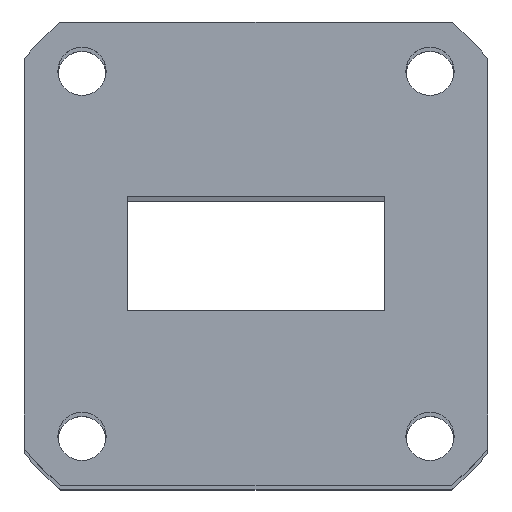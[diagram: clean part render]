
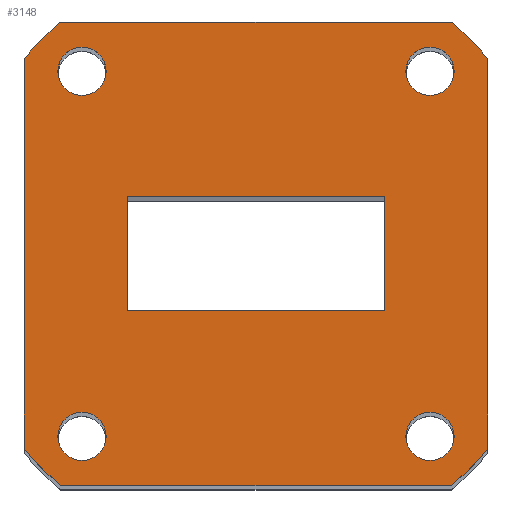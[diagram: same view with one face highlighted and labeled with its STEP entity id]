
A CAD part, top view. The second image highlights one B-rep face of the part: STEP entity #3148.
In plain terms, the highlighted planar face has unit normal (0, 0, 1).
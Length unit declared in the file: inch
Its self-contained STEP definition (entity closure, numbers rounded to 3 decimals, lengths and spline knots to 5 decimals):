
#32 = DIRECTION ( 'NONE',  ( 0., -1., 0. ) ) ;
#65 = VECTOR ( 'NONE', #7218, 39.37008 ) ;
#123 = CARTESIAN_POINT ( 'NONE',  ( 0., 0., 0. ) ) ;
#139 = EDGE_CURVE ( 'NONE', #214, #2212, #4990, .T. ) ;
#214 = VERTEX_POINT ( 'NONE', #14153 ) ;
#218 = LINE ( 'NONE', #1213, #3765 ) ;
#304 = CARTESIAN_POINT ( 'NONE',  ( -0.5255, 0.64, 0. ) ) ;
#359 = DIRECTION ( 'NONE',  ( 1., 0., 0. ) ) ;
#454 = DIRECTION ( 'NONE',  ( 1., 0., 0. ) ) ;
#521 = VECTOR ( 'NONE', #9514, 39.37008 ) ;
#560 = CARTESIAN_POINT ( 'NONE',  ( 0.61, 0.64, 0. ) ) ;
#622 = DIRECTION ( 'NONE',  ( 0., 0., 1. ) ) ;
#764 = DIRECTION ( 'NONE',  ( 1., 0., 0. ) ) ;
#892 = CARTESIAN_POINT ( 'NONE',  ( -0.45, 0., 0. ) ) ;
#1087 = FACE_BOUND ( 'NONE', #13102, .T. ) ;
#1200 = VECTOR ( 'NONE', #32, 39.37008 ) ;
#1213 = CARTESIAN_POINT ( 'NONE',  ( 0., -0.2, 0. ) ) ;
#1547 = ORIENTED_EDGE ( 'NONE', *, *, #139, .F. ) ;
#1595 = DIRECTION ( 'NONE',  ( 0., 0., 1. ) ) ;
#1631 = EDGE_CURVE ( 'NONE', #2212, #1992, #6411, .T. ) ;
#1643 = AXIS2_PLACEMENT_3D ( 'NONE', #4587, #1595, #454 ) ;
#1670 = CIRCLE ( 'NONE', #2133, 1.0625 ) ;
#1671 = AXIS2_PLACEMENT_3D ( 'NONE', #1965, #8606, #10895 ) ;
#1856 = CARTESIAN_POINT ( 'NONE',  ( 0., 0.2, 0. ) ) ;
#1893 = CIRCLE ( 'NONE', #11499, 0.0845 ) ;
#1932 = AXIS2_PLACEMENT_3D ( 'NONE', #4624, #7926, #7118 ) ;
#1965 = CARTESIAN_POINT ( 'NONE',  ( 0., 0., 0. ) ) ;
#1992 = VERTEX_POINT ( 'NONE', #4296 ) ;
#2009 = CARTESIAN_POINT ( 'NONE',  ( 0., 0.8125, 0. ) ) ;
#2030 = FACE_BOUND ( 'NONE', #5684, .T. ) ;
#2031 = VERTEX_POINT ( 'NONE', #5998 ) ;
#2081 = DIRECTION ( 'NONE',  ( 1., 0., 0. ) ) ;
#2133 = AXIS2_PLACEMENT_3D ( 'NONE', #6208, #10574, #764 ) ;
#2212 = VERTEX_POINT ( 'NONE', #10141 ) ;
#2216 = EDGE_LOOP ( 'NONE', ( #2540, #7281, #9175, #1547 ) ) ;
#2345 = ORIENTED_EDGE ( 'NONE', *, *, #13653, .F. ) ;
#2540 = ORIENTED_EDGE ( 'NONE', *, *, #8791, .F. ) ;
#2626 = EDGE_CURVE ( 'NONE', #9778, #3354, #9454, .T. ) ;
#2636 = CARTESIAN_POINT ( 'NONE',  ( 0.68465, -0.8125, 0. ) ) ;
#2770 = CIRCLE ( 'NONE', #6854, 0.0845 ) ;
#2953 = VERTEX_POINT ( 'NONE', #10675 ) ;
#3089 = LINE ( 'NONE', #13952, #521 ) ;
#3117 = VERTEX_POINT ( 'NONE', #11905 ) ;
#3148 = ADVANCED_FACE ( 'NONE', ( #7591, #1087, #8803, #2030, #13172, #10687 ), #6530, .F. ) ;
#3214 = EDGE_CURVE ( 'NONE', #4015, #3430, #4238, .T. ) ;
#3354 = VERTEX_POINT ( 'NONE', #4787 ) ;
#3430 = VERTEX_POINT ( 'NONE', #12019 ) ;
#3553 = ORIENTED_EDGE ( 'NONE', *, *, #9570, .F. ) ;
#3671 = CARTESIAN_POINT ( 'NONE',  ( -0.8125, 0., 0. ) ) ;
#3744 = DIRECTION ( 'NONE',  ( 0., 1., 0. ) ) ;
#3765 = VECTOR ( 'NONE', #7870, 39.37008 ) ;
#3953 = CARTESIAN_POINT ( 'NONE',  ( 0.68465, 0.8125, 0. ) ) ;
#4007 = ORIENTED_EDGE ( 'NONE', *, *, #12448, .F. ) ;
#4015 = VERTEX_POINT ( 'NONE', #10399 ) ;
#4031 = EDGE_CURVE ( 'NONE', #3430, #12264, #4034, .T. ) ;
#4034 = CIRCLE ( 'NONE', #12027, 1.0625 ) ;
#4238 = LINE ( 'NONE', #12962, #13532 ) ;
#4264 = EDGE_CURVE ( 'NONE', #1992, #9019, #218, .T. ) ;
#4296 = CARTESIAN_POINT ( 'NONE',  ( -0.45, -0.2, 0. ) ) ;
#4578 = EDGE_LOOP ( 'NONE', ( #4007 ) ) ;
#4587 = CARTESIAN_POINT ( 'NONE',  ( -0.61, -0.64, 0. ) ) ;
#4624 = CARTESIAN_POINT ( 'NONE',  ( 0., 0., 0. ) ) ;
#4726 = DIRECTION ( 'NONE',  ( 0., 0., -1. ) ) ;
#4747 = EDGE_CURVE ( 'NONE', #10241, #10241, #7805, .T. ) ;
#4752 = EDGE_LOOP ( 'NONE', ( #11281, #11354, #2345, #12508, #6422, #6311, #3553, #11646 ) ) ;
#4787 = CARTESIAN_POINT ( 'NONE',  ( -0.8125, -0.68465, 0. ) ) ;
#4794 = CARTESIAN_POINT ( 'NONE',  ( 0., 0., 0. ) ) ;
#4944 = VERTEX_POINT ( 'NONE', #12809 ) ;
#4990 = LINE ( 'NONE', #1856, #65 ) ;
#5393 = DIRECTION ( 'NONE',  ( -1., 0., 0. ) ) ;
#5452 = LINE ( 'NONE', #11058, #7439 ) ;
#5684 = EDGE_LOOP ( 'NONE', ( #13599 ) ) ;
#5878 = LINE ( 'NONE', #3671, #11071 ) ;
#5998 = CARTESIAN_POINT ( 'NONE',  ( -0.8125, 0.68465, 0. ) ) ;
#6200 = DIRECTION ( 'NONE',  ( 1., 0., 0. ) ) ;
#6208 = CARTESIAN_POINT ( 'NONE',  ( 0., 0., 0. ) ) ;
#6272 = CARTESIAN_POINT ( 'NONE',  ( 0.61, -0.64, 0. ) ) ;
#6311 = ORIENTED_EDGE ( 'NONE', *, *, #9879, .F. ) ;
#6411 = LINE ( 'NONE', #892, #1200 ) ;
#6422 = ORIENTED_EDGE ( 'NONE', *, *, #3214, .F. ) ;
#6530 = PLANE ( 'NONE',  #1671 ) ;
#6854 = AXIS2_PLACEMENT_3D ( 'NONE', #560, #11717, #6200 ) ;
#6871 = DIRECTION ( 'NONE',  ( 1., 0., 0. ) ) ;
#6944 = EDGE_LOOP ( 'NONE', ( #11348 ) ) ;
#7118 = DIRECTION ( 'NONE',  ( 1., 0., 0. ) ) ;
#7169 = AXIS2_PLACEMENT_3D ( 'NONE', #123, #4726, #359 ) ;
#7218 = DIRECTION ( 'NONE',  ( -1., 0., 0. ) ) ;
#7258 = DIRECTION ( 'NONE',  ( 1., 0., 0. ) ) ;
#7268 = VERTEX_POINT ( 'NONE', #3953 ) ;
#7281 = ORIENTED_EDGE ( 'NONE', *, *, #4264, .F. ) ;
#7412 = ORIENTED_EDGE ( 'NONE', *, *, #12329, .F. ) ;
#7439 = VECTOR ( 'NONE', #5393, 39.37008 ) ;
#7500 = DIRECTION ( 'NONE',  ( 0., 0., 1. ) ) ;
#7570 = CARTESIAN_POINT ( 'NONE',  ( -0.68465, -0.8125, 0. ) ) ;
#7591 = FACE_BOUND ( 'NONE', #6944, .T. ) ;
#7805 = CIRCLE ( 'NONE', #1643, 0.0845 ) ;
#7870 = DIRECTION ( 'NONE',  ( 1., 0., 0. ) ) ;
#7926 = DIRECTION ( 'NONE',  ( 0., 0., -1. ) ) ;
#8467 = CIRCLE ( 'NONE', #13264, 0.0845 ) ;
#8606 = DIRECTION ( 'NONE',  ( 0., 0., -1. ) ) ;
#8791 = EDGE_CURVE ( 'NONE', #9019, #214, #3089, .T. ) ;
#8803 = FACE_BOUND ( 'NONE', #4578, .T. ) ;
#8837 = EDGE_CURVE ( 'NONE', #10097, #10097, #1893, .T. ) ;
#8988 = EDGE_CURVE ( 'NONE', #2031, #3117, #1670, .T. ) ;
#9019 = VERTEX_POINT ( 'NONE', #9247 ) ;
#9175 = ORIENTED_EDGE ( 'NONE', *, *, #1631, .F. ) ;
#9247 = CARTESIAN_POINT ( 'NONE',  ( 0.45, -0.2, 0. ) ) ;
#9454 = CIRCLE ( 'NONE', #7169, 1.0625 ) ;
#9514 = DIRECTION ( 'NONE',  ( 0., 1., 0. ) ) ;
#9570 = EDGE_CURVE ( 'NONE', #3117, #7268, #10598, .T. ) ;
#9778 = VERTEX_POINT ( 'NONE', #7570 ) ;
#9879 = EDGE_CURVE ( 'NONE', #7268, #4015, #13805, .T. ) ;
#10097 = VERTEX_POINT ( 'NONE', #304 ) ;
#10141 = CARTESIAN_POINT ( 'NONE',  ( -0.45, 0.2, 0. ) ) ;
#10241 = VERTEX_POINT ( 'NONE', #12250 ) ;
#10399 = CARTESIAN_POINT ( 'NONE',  ( 0.8125, 0.68465, 0. ) ) ;
#10524 = DIRECTION ( 'NONE',  ( 1., 0., 0. ) ) ;
#10574 = DIRECTION ( 'NONE',  ( 0., 0., -1. ) ) ;
#10598 = LINE ( 'NONE', #2009, #10820 ) ;
#10675 = CARTESIAN_POINT ( 'NONE',  ( 0.6945, -0.64, 0. ) ) ;
#10687 = FACE_OUTER_BOUND ( 'NONE', #4752, .T. ) ;
#10820 = VECTOR ( 'NONE', #10524, 39.37008 ) ;
#10881 = CARTESIAN_POINT ( 'NONE',  ( -0.61, 0.64, 0. ) ) ;
#10895 = DIRECTION ( 'NONE',  ( 0., -1., 0. ) ) ;
#11058 = CARTESIAN_POINT ( 'NONE',  ( 0., -0.8125, 0. ) ) ;
#11071 = VECTOR ( 'NONE', #3744, 39.37008 ) ;
#11281 = ORIENTED_EDGE ( 'NONE', *, *, #12756, .F. ) ;
#11348 = ORIENTED_EDGE ( 'NONE', *, *, #8837, .F. ) ;
#11354 = ORIENTED_EDGE ( 'NONE', *, *, #2626, .F. ) ;
#11499 = AXIS2_PLACEMENT_3D ( 'NONE', #10881, #7500, #2081 ) ;
#11646 = ORIENTED_EDGE ( 'NONE', *, *, #8988, .F. ) ;
#11717 = DIRECTION ( 'NONE',  ( 0., 0., 1. ) ) ;
#11905 = CARTESIAN_POINT ( 'NONE',  ( -0.68465, 0.8125, 0. ) ) ;
#12019 = CARTESIAN_POINT ( 'NONE',  ( 0.8125, -0.68465, 0. ) ) ;
#12027 = AXIS2_PLACEMENT_3D ( 'NONE', #4794, #13527, #6871 ) ;
#12250 = CARTESIAN_POINT ( 'NONE',  ( -0.5255, -0.64, 0. ) ) ;
#12264 = VERTEX_POINT ( 'NONE', #2636 ) ;
#12305 = DIRECTION ( 'NONE',  ( 0., -1., 0. ) ) ;
#12329 = EDGE_CURVE ( 'NONE', #4944, #4944, #2770, .T. ) ;
#12448 = EDGE_CURVE ( 'NONE', #2953, #2953, #8467, .T. ) ;
#12508 = ORIENTED_EDGE ( 'NONE', *, *, #4031, .F. ) ;
#12756 = EDGE_CURVE ( 'NONE', #3354, #2031, #5878, .T. ) ;
#12809 = CARTESIAN_POINT ( 'NONE',  ( 0.6945, 0.64, 0. ) ) ;
#12962 = CARTESIAN_POINT ( 'NONE',  ( 0.8125, 0., 0. ) ) ;
#13102 = EDGE_LOOP ( 'NONE', ( #7412 ) ) ;
#13172 = FACE_BOUND ( 'NONE', #2216, .T. ) ;
#13264 = AXIS2_PLACEMENT_3D ( 'NONE', #6272, #622, #7258 ) ;
#13527 = DIRECTION ( 'NONE',  ( 0., 0., -1. ) ) ;
#13532 = VECTOR ( 'NONE', #12305, 39.37008 ) ;
#13599 = ORIENTED_EDGE ( 'NONE', *, *, #4747, .F. ) ;
#13653 = EDGE_CURVE ( 'NONE', #12264, #9778, #5452, .T. ) ;
#13805 = CIRCLE ( 'NONE', #1932, 1.0625 ) ;
#13952 = CARTESIAN_POINT ( 'NONE',  ( 0.45, 0., 0. ) ) ;
#14153 = CARTESIAN_POINT ( 'NONE',  ( 0.45, 0.2, 0. ) ) ;
